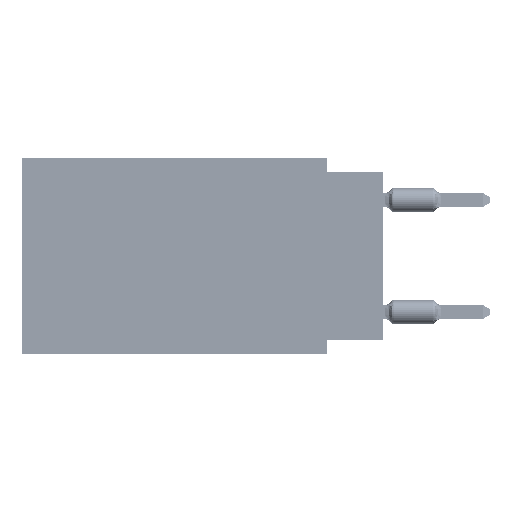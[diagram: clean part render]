
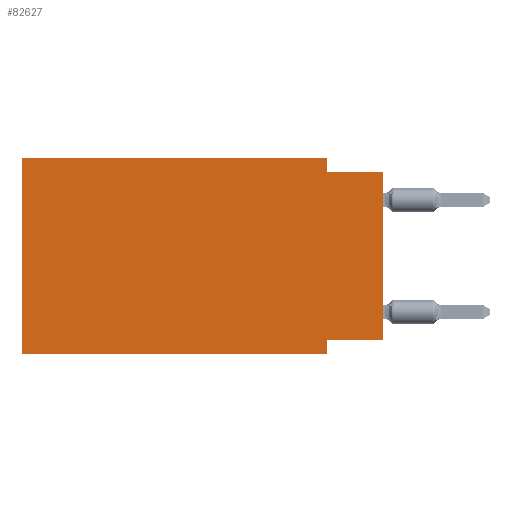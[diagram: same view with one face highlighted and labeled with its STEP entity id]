
A CAD part, left-side view. The second image highlights one B-rep face of the part: STEP entity #82627.
In plain terms, the highlighted planar face has unit normal (-1, 0, 0).
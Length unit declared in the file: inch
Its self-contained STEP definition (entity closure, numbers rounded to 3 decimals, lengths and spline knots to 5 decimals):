
#1226 = CARTESIAN_POINT ( 'NONE',  ( 0., 0., 0. ) ) ;
#3019 = DIRECTION ( 'NONE',  ( 0., 0., 1. ) ) ;
#4681 = VERTEX_POINT ( 'NONE', #18256 ) ;
#5322 = EDGE_CURVE ( 'NONE', #88752, #73924, #21741, .T. ) ;
#5392 = CARTESIAN_POINT ( 'NONE',  ( 0., 0.1, -0.35 ) ) ;
#5989 = DIRECTION ( 'NONE',  ( 0., 0., -1. ) ) ;
#7022 = VERTEX_POINT ( 'NONE', #69664 ) ;
#7772 = CARTESIAN_POINT ( 'NONE',  ( 0., 0.1, -0.325 ) ) ;
#9425 = LINE ( 'NONE', #109868, #80435 ) ;
#14305 = VERTEX_POINT ( 'NONE', #108121 ) ;
#17220 = ORIENTED_EDGE ( 'NONE', *, *, #54482, .F. ) ;
#18256 = CARTESIAN_POINT ( 'NONE',  ( 0., 0., -0.025 ) ) ;
#21741 = LINE ( 'NONE', #50701, #85887 ) ;
#25323 = EDGE_LOOP ( 'NONE', ( #57254, #102556, #17220, #120841, #88663, #113306, #104849, #25715 ) ) ;
#25715 = ORIENTED_EDGE ( 'NONE', *, *, #5322, .F. ) ;
#28966 = EDGE_CURVE ( 'NONE', #7022, #79177, #51015, .T. ) ;
#29569 = VECTOR ( 'NONE', #99166, 39.37008 ) ;
#32477 = VECTOR ( 'NONE', #89164, 39.37008 ) ;
#33723 = AXIS2_PLACEMENT_3D ( 'NONE', #55116, #47093, #37824 ) ;
#33760 = EDGE_CURVE ( 'NONE', #79177, #105479, #119474, .T. ) ;
#37824 = DIRECTION ( 'NONE',  ( 0., 0., -1. ) ) ;
#45866 = LINE ( 'NONE', #5392, #50244 ) ;
#47093 = DIRECTION ( 'NONE',  ( 1., 0., 0. ) ) ;
#50244 = VECTOR ( 'NONE', #5989, 39.37008 ) ;
#50701 = CARTESIAN_POINT ( 'NONE',  ( 0., 0., -0.325 ) ) ;
#51015 = LINE ( 'NONE', #69472, #32477 ) ;
#52973 = CARTESIAN_POINT ( 'NONE',  ( 0., 0.645, 0. ) ) ;
#54482 = EDGE_CURVE ( 'NONE', #105479, #63067, #103249, .T. ) ;
#55116 = CARTESIAN_POINT ( 'NONE',  ( 0., 0.645, 0. ) ) ;
#57254 = ORIENTED_EDGE ( 'NONE', *, *, #83547, .T. ) ;
#61104 = EDGE_CURVE ( 'NONE', #7022, #14305, #9425, .T. ) ;
#62038 = CARTESIAN_POINT ( 'NONE',  ( 0., 0.1, 0. ) ) ;
#63061 = DIRECTION ( 'NONE',  ( 0., -1., 0. ) ) ;
#63067 = VERTEX_POINT ( 'NONE', #100355 ) ;
#69472 = CARTESIAN_POINT ( 'NONE',  ( 0., 0.645, 0. ) ) ;
#69664 = CARTESIAN_POINT ( 'NONE',  ( 0., 0.645, -0.35 ) ) ;
#69790 = DIRECTION ( 'NONE',  ( 0., 1., 0. ) ) ;
#73924 = VERTEX_POINT ( 'NONE', #7772 ) ;
#76940 = LINE ( 'NONE', #1226, #83140 ) ;
#79177 = VERTEX_POINT ( 'NONE', #101983 ) ;
#80435 = VECTOR ( 'NONE', #63061, 39.37008 ) ;
#81564 = LINE ( 'NONE', #91408, #112324 ) ;
#82627 = ADVANCED_FACE ( 'NONE', ( #111182 ), #101940, .F. ) ;
#83140 = VECTOR ( 'NONE', #3019, 39.37008 ) ;
#83547 = EDGE_CURVE ( 'NONE', #88752, #4681, #76940, .T. ) ;
#85887 = VECTOR ( 'NONE', #69790, 39.37008 ) ;
#88663 = ORIENTED_EDGE ( 'NONE', *, *, #28966, .F. ) ;
#88752 = VERTEX_POINT ( 'NONE', #114818 ) ;
#89164 = DIRECTION ( 'NONE',  ( 0., 0., 1. ) ) ;
#91408 = CARTESIAN_POINT ( 'NONE',  ( 0., 0., -0.025 ) ) ;
#92188 = CARTESIAN_POINT ( 'NONE',  ( 0., 0.1, 0. ) ) ;
#93214 = DIRECTION ( 'NONE',  ( 0., -1., 0. ) ) ;
#99166 = DIRECTION ( 'NONE',  ( 0., -1., 0. ) ) ;
#100355 = CARTESIAN_POINT ( 'NONE',  ( 0., 0.1, -0.025 ) ) ;
#101940 = PLANE ( 'NONE',  #33723 ) ;
#101983 = CARTESIAN_POINT ( 'NONE',  ( 0., 0.645, 0. ) ) ;
#102556 = ORIENTED_EDGE ( 'NONE', *, *, #119043, .F. ) ;
#103249 = LINE ( 'NONE', #92188, #118946 ) ;
#104849 = ORIENTED_EDGE ( 'NONE', *, *, #114809, .F. ) ;
#105479 = VERTEX_POINT ( 'NONE', #62038 ) ;
#108121 = CARTESIAN_POINT ( 'NONE',  ( 0., 0.1, -0.35 ) ) ;
#109868 = CARTESIAN_POINT ( 'NONE',  ( 0., 0.645, -0.35 ) ) ;
#111182 = FACE_OUTER_BOUND ( 'NONE', #25323, .T. ) ;
#112324 = VECTOR ( 'NONE', #93214, 39.37008 ) ;
#113306 = ORIENTED_EDGE ( 'NONE', *, *, #61104, .T. ) ;
#114809 = EDGE_CURVE ( 'NONE', #73924, #14305, #45866, .T. ) ;
#114818 = CARTESIAN_POINT ( 'NONE',  ( 0., 0., -0.325 ) ) ;
#118946 = VECTOR ( 'NONE', #121728, 39.37008 ) ;
#119043 = EDGE_CURVE ( 'NONE', #63067, #4681, #81564, .T. ) ;
#119474 = LINE ( 'NONE', #52973, #29569 ) ;
#120841 = ORIENTED_EDGE ( 'NONE', *, *, #33760, .F. ) ;
#121728 = DIRECTION ( 'NONE',  ( 0., 0., -1. ) ) ;
